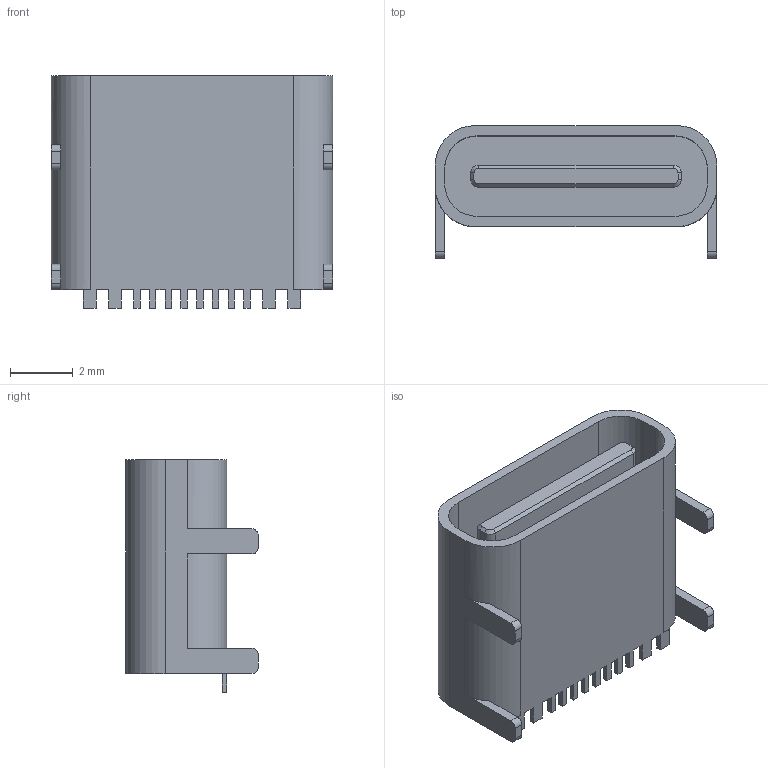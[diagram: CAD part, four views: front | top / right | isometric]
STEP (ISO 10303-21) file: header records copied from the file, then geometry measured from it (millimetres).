
FILE_DESCRIPTION(/* description */ (''),/* implementation_level */ '2;1');
FILE_NAME(/* name */ 'HRO TYPE-C-31-M-12 v3.step',/* time_stamp */ '2020-03-11T23:51:47+03:00',/* author */ (''),/* organization */ (''),/* preprocessor_version */ 'ST-DEVELOPER v18',/* originating_system */ 'Autodesk Translation Framework v8.12.0.6',/* authorisation */ '');
FILE_SCHEMA (('AUTOMOTIVE_DESIGN { 1 0 10303 214 3 1 1 }'));
Length unit declared in the file: millimetre
Products named in the file (1): HRO  TYPE-C-31-M-12
Bounding box: 8.94 x 4.21 x 7.4 mm (x, y, z)
Volume: 94.5 mm3; surface area: 419.4 mm2
Topology: 1 solids, 1 shells, 122 faces, 344 edges, 226 vertices
Faces by surface type: plane 98, cylinder 20, cone 4
Entity records: 3946 total; most frequent: CARTESIAN_POINT 693, ORIENTED_EDGE 688, DIRECTION 648, EDGE_CURVE 344, LINE 286, VECTOR 286, VERTEX_POINT 226, AXIS2_PLACEMENT_3D 181
